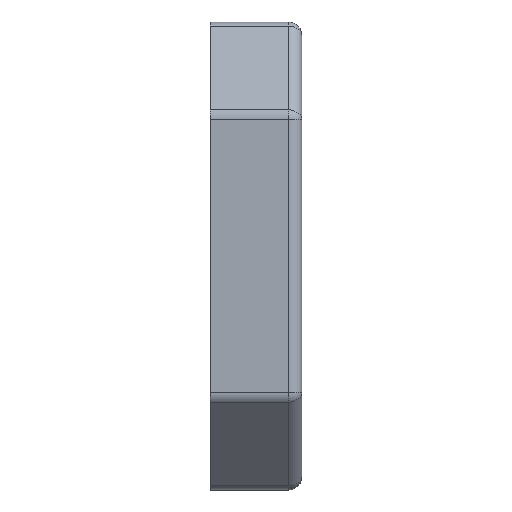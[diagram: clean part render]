
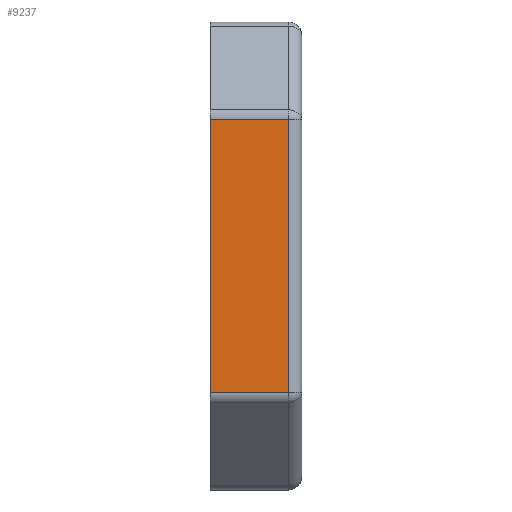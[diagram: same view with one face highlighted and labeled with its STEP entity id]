
A CAD part, left-side view. The second image highlights one B-rep face of the part: STEP entity #9237.
In plain terms, the highlighted planar face has unit normal (-1, 0, 0).
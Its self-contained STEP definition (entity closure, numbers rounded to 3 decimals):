
#478=DIRECTION('',(0.,0.,1.));
#479=VECTOR('',#478,59.515);
#480=CARTESIAN_POINT('',(-51.,20.,-29.757));
#481=LINE('',#480,#479);
#2995=DIRECTION('',(0.,0.,-1.));
#2996=VECTOR('',#2995,59.515);
#2997=CARTESIAN_POINT('',(-51.,3.,29.757));
#2998=LINE('',#2997,#2996);
#2999=DIRECTION('',(0.,1.,0.));
#3000=VECTOR('',#2999,17.);
#3001=CARTESIAN_POINT('',(-51.,3.,-29.757));
#3002=LINE('',#3001,#3000);
#3003=DIRECTION('',(0.,-1.,0.));
#3004=VECTOR('',#3003,17.);
#3005=CARTESIAN_POINT('',(-51.,20.,29.757));
#3006=LINE('',#3005,#3004);
#3757=CARTESIAN_POINT('',(-51.,20.,29.757));
#3759=VERTEX_POINT('',#3757);
#3762=CARTESIAN_POINT('',(-51.,20.,-29.757));
#3764=VERTEX_POINT('',#3762);
#3996=CARTESIAN_POINT('',(-51.,3.,-29.757));
#3997=VERTEX_POINT('',#3996);
#4000=CARTESIAN_POINT('',(-51.,3.,29.757));
#4001=VERTEX_POINT('',#4000);
#9224=CARTESIAN_POINT('',(-51.,0.,-31.));
#9225=DIRECTION('',(-1.,0.,0.));
#9226=DIRECTION('',(0.,0.,1.));
#9227=AXIS2_PLACEMENT_3D('',#9224,#9225,#9226);
#9228=PLANE('',#9227);
#9230=ORIENTED_EDGE('',*,*,#9229,.T.);
#9232=ORIENTED_EDGE('',*,*,#9231,.T.);
#9233=ORIENTED_EDGE('',*,*,#4502,.T.);
#9234=ORIENTED_EDGE('',*,*,#9217,.T.);
#9235=EDGE_LOOP('',(#9230,#9232,#9233,#9234));
#9236=FACE_OUTER_BOUND('',#9235,.F.);
#4502=EDGE_CURVE('',#3764,#3759,#481,.T.);
#9217=EDGE_CURVE('',#3759,#4001,#3006,.T.);
#9229=EDGE_CURVE('',#4001,#3997,#2998,.T.);
#9231=EDGE_CURVE('',#3997,#3764,#3002,.T.);
#9237=ADVANCED_FACE('',(#9236),#9228,.T.);
